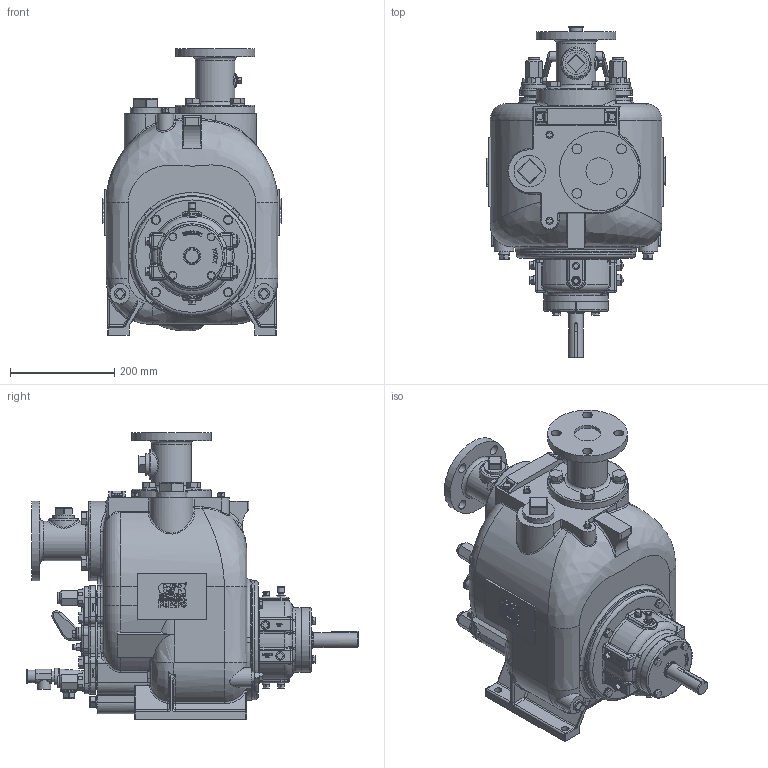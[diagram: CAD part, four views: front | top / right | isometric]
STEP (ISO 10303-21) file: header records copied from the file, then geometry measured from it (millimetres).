
FILE_DESCRIPTION(/* description */ ('Unknown'),/* implementation_level */ '2;1');
FILE_NAME(/* name */ '19569',/* time_stamp */ '2021-04-14T11:20:32-04:00',/* author */ ('Unknown'),/* organization */ ('Unknown'),/* preprocessor_version */ 'ST-DEVELOPER v16.7',/* originating_system */ 'DEX',/* authorisation */ $);
FILE_SCHEMA (('AUTOMOTIVE_DESIGN {1 0 10303 214 3 1 1}'));
Products named in the file (1): 19569
Bounding box: 342.52 x 637.71 x 551.08 mm (x, y, z)
Volume: 37994225.3 mm3; surface area: 1065599.8 mm2
Topology: 1 solids, 31 shells, 4191 faces, 10395 edges, 6387 vertices
Faces by surface type: plane 1870, cylinder 1070, bspline 585, torus 507, sphere 124, cone 35
Full cylindrical faces by diameter (mm): 2.845 x4, 3.048 x6, 7.938 x4, 8.738 x1, 9.525 x10, 9.779 x8, 12.421 x2, 12.7 x7, 14.224 x4, 14.884 x4, 15.875 x4, 16.51 x4, 17.348 x8, 17.462 x4, 17.475 x2, 19.05 x9, 22.174 x4, 22.225 x4, 23.368 x1, 25.4 x1, 25.527 x8, 27.407 x8, 28.562 x1, 28.575 x8, 31.75 x2, 33.299 x1, 38.1 x2, 50.8 x2, 60.452 x1, 76.2 x2
Entity records: 165589 total; most frequent: CARTESIAN_POINT 40517, ORIENTED_EDGE 19848, DIRECTION 19678, EDGE_CURVE 9924, AXIS2_PLACEMENT_3D 7211, VERTEX_POINT 6256, LINE 5256, VECTOR 5256
